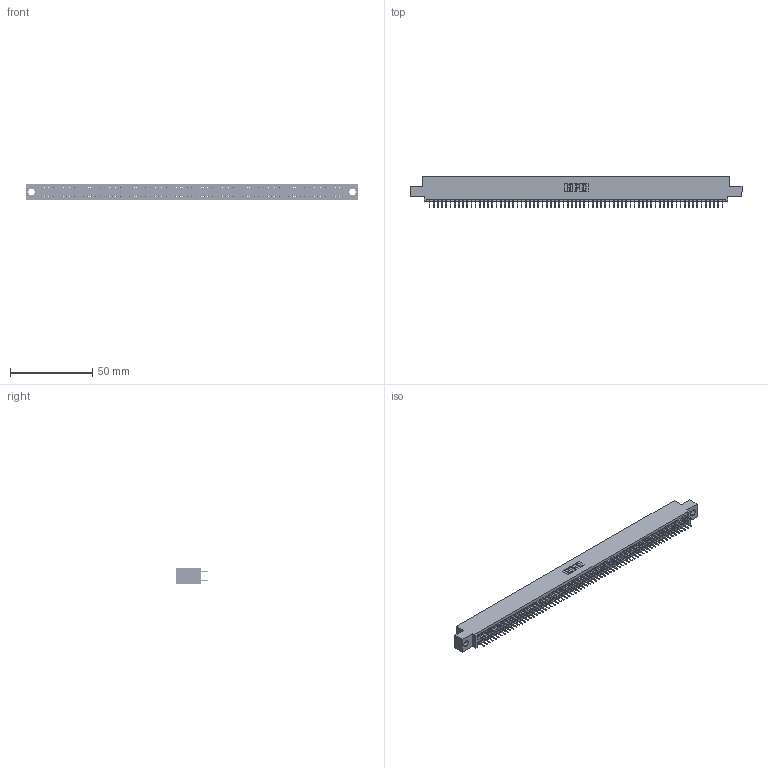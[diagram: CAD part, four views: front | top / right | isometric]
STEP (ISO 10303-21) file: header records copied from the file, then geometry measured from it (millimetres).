
FILE_DESCRIPTION (( 'STEP AP203' ), '1' );
FILE_NAME ('345-142-524-504.STEP', '2018-10-22T11:42:38', ( '' ), ( '' ), 'SwSTEP 2.0', 'SolidWorks 2016', '' );
FILE_SCHEMA (( 'CONFIG_CONTROL_DESIGN' ));
Products named in the file (3): 345-292-001_345-293-124; 345-142-524-504; 345 Part_0.110 Offset - 0.156 Dia-TH
Assembly tree (143 placements, depth 2):
  345-142-524-504
    345 Part_0.110 Offset - 0.156 Dia-TH
    345-292-001_345-293-124  x142
Bounding box: 201.55 x 19.35 x 9.4 mm (x, y, z)
Volume: 19471.8 mm3; surface area: 28684.9 mm2
Topology: 143 solids, 143 shells, 7798 faces, 22079 edges, 14150 vertices
Faces by surface type: plane 5622, cylinder 2176
Entity records: 52013 total; most frequent: CARTESIAN_POINT 8692, ORIENTED_EDGE 8626, DIRECTION 7629, EDGE_CURVE 4313, LINE 3901, VECTOR 3901, VERTEX_POINT 2870, AXIS2_PLACEMENT_3D 1864
